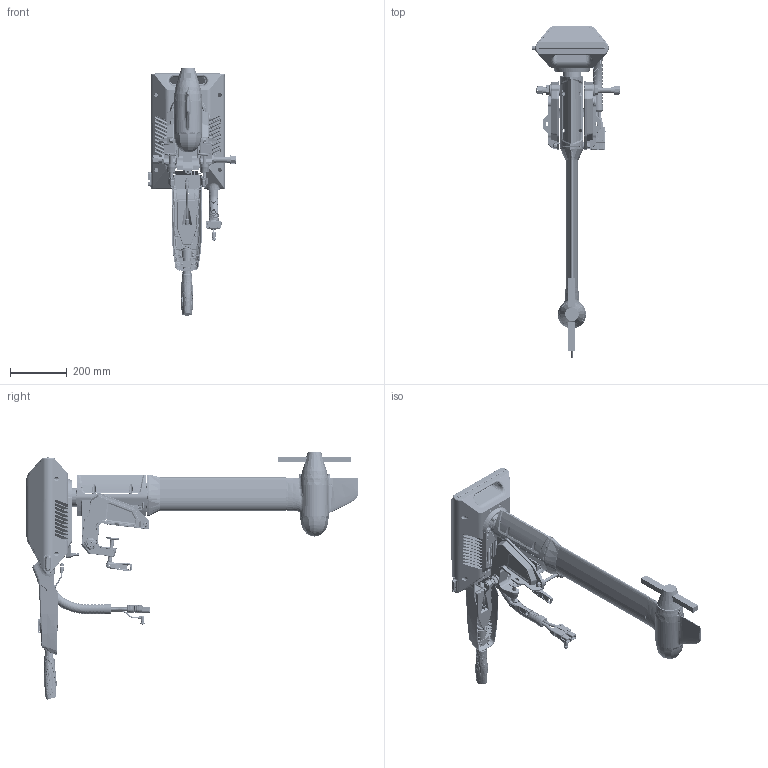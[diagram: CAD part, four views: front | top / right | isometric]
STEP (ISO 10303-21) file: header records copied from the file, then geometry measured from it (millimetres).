
FILE_DESCRIPTION (( 'STEP AP214' ), '1' );
FILE_NAME ('N3E-REMOTE(庈部).STEP', '2022-12-08T07:12:29', ( '1' ), ( '砯雄' ), 'SwSTEP 2.0', 'SolidWorks 2016', '' );
FILE_SCHEMA (( 'AUTOMOTIVE_DESIGN' ));
Length unit declared in the file: millimetre
Products named in the file (1): N3E-REMOTE(庈部)
Bounding box: 313.29 x 1173.9 x 874.07 mm (x, y, z)
Surface area: 1458683.3 mm2 (no closed solid volume)
Topology: 0 solids, 356 shells, 4107 faces, 19389 edges, 15348 vertices
Faces by surface type: cylinder 1351, plane 1160, bspline 1090, cone 276, torus 216, sphere 14
Entity records: 414525 total; most frequent: CARTESIAN_POINT 238022, ORIENTED_EDGE 26182, DIRECTION 20846, EDGE_CURVE 19333, VERTEX_POINT 15348, B_SPLINE_CURVE_WITH_KNOTS 7554, AXIS2_PLACEMENT_3D 7018, LINE 6810
